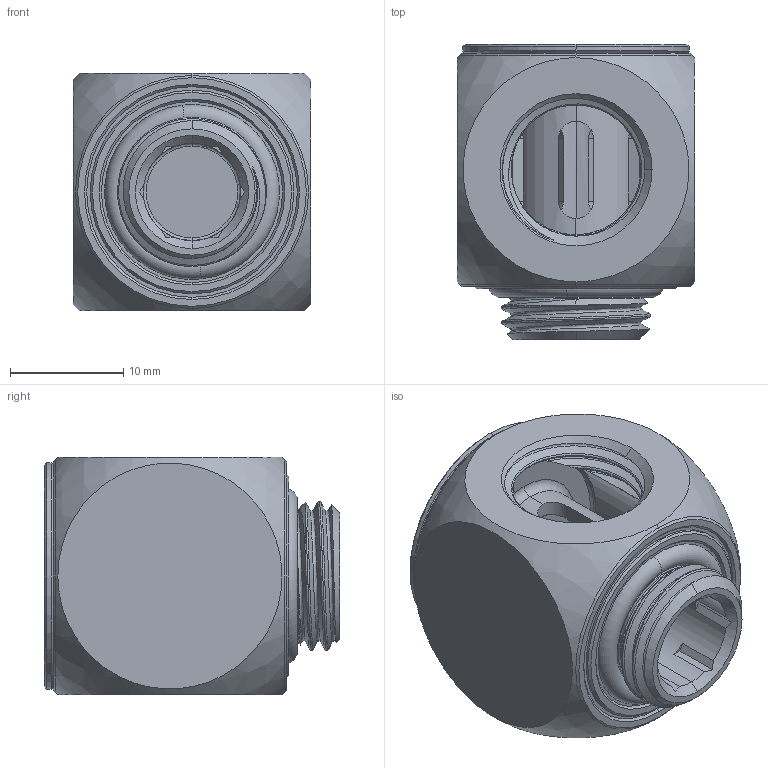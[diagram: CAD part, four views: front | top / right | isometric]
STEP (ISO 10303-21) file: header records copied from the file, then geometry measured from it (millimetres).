
FILE_DESCRIPTION (( 'STEP AP203' ), '1' );
FILE_NAME ('TG-DM-FIT-0004 DeltaMate Rotary - T Black.STEP', '2025-07-31T12:18:22', ( '' ), ( '' ), 'SwSTEP 2.0', 'SolidWorks 2024', '' );
FILE_SCHEMA (( 'CONFIG_CONTROL_DESIGN' ));
Length unit declared in the file: millimetre
Products named in the file (1): TG-DM-FIT-0004 DeltaMate Rotary - T Black
Bounding box: 21 x 26.1 x 21 mm (x, y, z)
Volume: 5734.5 mm3; surface area: 5207.2 mm2
Topology: 2 solids, 2 shells, 250 faces, 670 edges, 438 vertices
Faces by surface type: plane 75, cylinder 58, bspline 51, cone 41, torus 25
Entity records: 24741 total; most frequent: CARTESIAN_POINT 19097, ORIENTED_EDGE 1324, DIRECTION 969, EDGE_CURVE 662, VERTEX_POINT 430, AXIS2_PLACEMENT_3D 384, EDGE_LOOP 278, FACE_OUTER_BOUND 250
